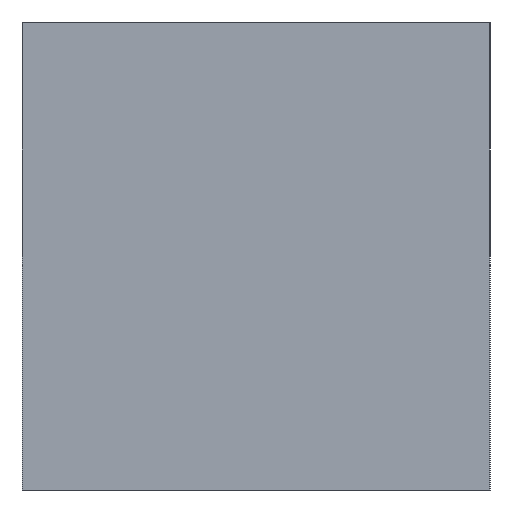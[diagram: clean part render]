
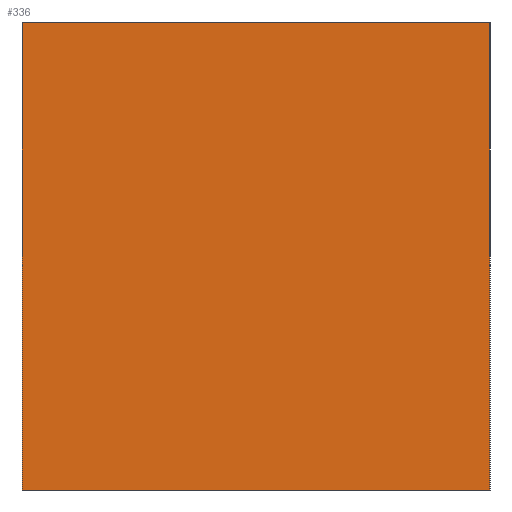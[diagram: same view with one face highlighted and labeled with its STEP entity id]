
A CAD part, left-side view. The second image highlights one B-rep face of the part: STEP entity #336.
In plain terms, the highlighted planar face has unit normal (-1, 0, 0).
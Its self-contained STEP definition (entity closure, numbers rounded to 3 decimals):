
#2 = VECTOR ( 'NONE', #421, 1000. ) ;
#39 = DIRECTION ( 'NONE',  ( 0., 0., -1. ) ) ;
#63 = ORIENTED_EDGE ( 'NONE', *, *, #484, .F. ) ;
#93 = FACE_OUTER_BOUND ( 'NONE', #136, .T. ) ;
#101 = CARTESIAN_POINT ( 'NONE',  ( -3.05, -1.345, 2.69 ) ) ;
#112 = LINE ( 'NONE', #574, #299 ) ;
#136 = EDGE_LOOP ( 'NONE', ( #63, #170, #647, #582 ) ) ;
#139 = EDGE_CURVE ( 'NONE', #580, #405, #112, .T. ) ;
#163 = PLANE ( 'NONE',  #408 ) ;
#170 = ORIENTED_EDGE ( 'NONE', *, *, #606, .F. ) ;
#179 = CARTESIAN_POINT ( 'NONE',  ( -3.05, -1.345, 2.69 ) ) ;
#192 = LINE ( 'NONE', #101, #657 ) ;
#283 = EDGE_CURVE ( 'NONE', #486, #580, #509, .T. ) ;
#299 = VECTOR ( 'NONE', #302, 1000. ) ;
#302 = DIRECTION ( 'NONE',  ( 0., 0., -1. ) ) ;
#303 = DIRECTION ( 'NONE',  ( 0., 0., 1. ) ) ;
#327 = CARTESIAN_POINT ( 'NONE',  ( -3.05, 1.345, 0. ) ) ;
#336 = ADVANCED_FACE ( 'NONE', ( #93 ), #163, .F. ) ;
#344 = CARTESIAN_POINT ( 'NONE',  ( -3.05, 1.345, 2.69 ) ) ;
#375 = LINE ( 'NONE', #432, #2 ) ;
#376 = VERTEX_POINT ( 'NONE', #628 ) ;
#394 = DIRECTION ( 'NONE',  ( 0., 1., 0. ) ) ;
#405 = VERTEX_POINT ( 'NONE', #327 ) ;
#408 = AXIS2_PLACEMENT_3D ( 'NONE', #462, #563, #303 ) ;
#421 = DIRECTION ( 'NONE',  ( 0., 1., 0. ) ) ;
#432 = CARTESIAN_POINT ( 'NONE',  ( -3.05, -1.345, 0. ) ) ;
#462 = CARTESIAN_POINT ( 'NONE',  ( -3.05, -1.345, 2.69 ) ) ;
#484 = EDGE_CURVE ( 'NONE', #376, #405, #375, .T. ) ;
#486 = VERTEX_POINT ( 'NONE', #179 ) ;
#501 = VECTOR ( 'NONE', #394, 1000. ) ;
#509 = LINE ( 'NONE', #558, #501 ) ;
#558 = CARTESIAN_POINT ( 'NONE',  ( -3.05, -1.345, 2.69 ) ) ;
#563 = DIRECTION ( 'NONE',  ( 1., 0., 0. ) ) ;
#574 = CARTESIAN_POINT ( 'NONE',  ( -3.05, 1.345, 2.69 ) ) ;
#580 = VERTEX_POINT ( 'NONE', #344 ) ;
#582 = ORIENTED_EDGE ( 'NONE', *, *, #139, .T. ) ;
#606 = EDGE_CURVE ( 'NONE', #486, #376, #192, .T. ) ;
#628 = CARTESIAN_POINT ( 'NONE',  ( -3.05, -1.345, 0. ) ) ;
#647 = ORIENTED_EDGE ( 'NONE', *, *, #283, .T. ) ;
#657 = VECTOR ( 'NONE', #39, 1000. ) ;
